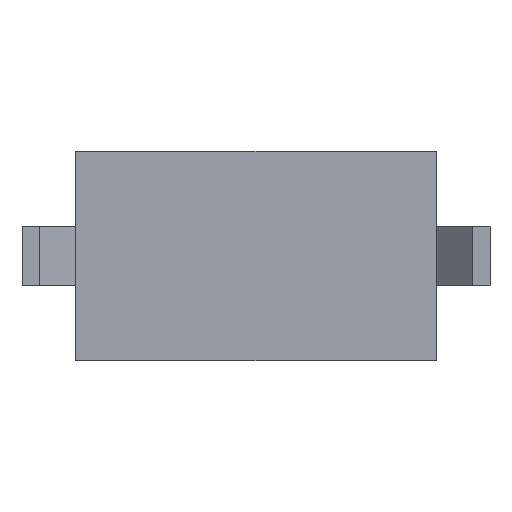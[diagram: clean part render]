
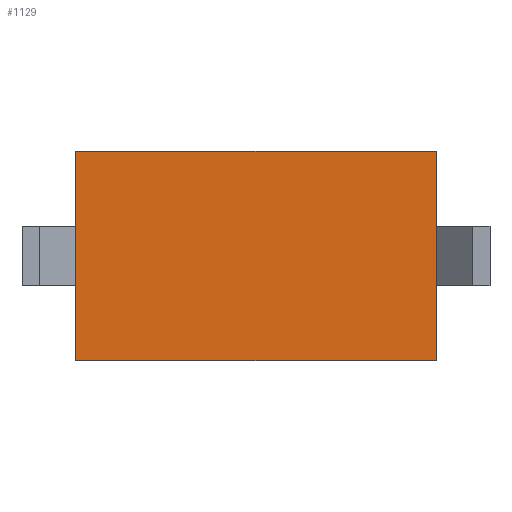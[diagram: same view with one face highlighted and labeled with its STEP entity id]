
A CAD part, front view. The second image highlights one B-rep face of the part: STEP entity #1129.
In plain terms, the highlighted planar face has unit normal (0, -1, 0).
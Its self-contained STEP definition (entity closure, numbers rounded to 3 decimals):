
#118 = VERTEX_POINT ( 'NONE', #1481 ) ;
#199 = CARTESIAN_POINT ( 'NONE',  ( -3.05, 0., -1.775 ) ) ;
#220 = VECTOR ( 'NONE', #1629, 1000. ) ;
#224 = PLANE ( 'NONE',  #1391 ) ;
#263 = DIRECTION ( 'NONE',  ( -1., 0., 0. ) ) ;
#268 = CARTESIAN_POINT ( 'NONE',  ( 3.05, 0., 1.775 ) ) ;
#342 = EDGE_CURVE ( 'NONE', #118, #888, #1428, .T. ) ;
#351 = EDGE_LOOP ( 'NONE', ( #740, #637, #1207, #463 ) ) ;
#463 = ORIENTED_EDGE ( 'NONE', *, *, #342, .F. ) ;
#611 = FACE_OUTER_BOUND ( 'NONE', #351, .T. ) ;
#637 = ORIENTED_EDGE ( 'NONE', *, *, #816, .F. ) ;
#707 = LINE ( 'NONE', #1112, #220 ) ;
#740 = ORIENTED_EDGE ( 'NONE', *, *, #1416, .F. ) ;
#816 = EDGE_CURVE ( 'NONE', #851, #1583, #877, .T. ) ;
#817 = VECTOR ( 'NONE', #1669, 1000. ) ;
#851 = VERTEX_POINT ( 'NONE', #866 ) ;
#866 = CARTESIAN_POINT ( 'NONE',  ( -3.05, 0., 1.775 ) ) ;
#874 = LINE ( 'NONE', #199, #1670 ) ;
#877 = LINE ( 'NONE', #1228, #817 ) ;
#888 = VERTEX_POINT ( 'NONE', #1040 ) ;
#956 = VECTOR ( 'NONE', #263, 1000. ) ;
#971 = EDGE_CURVE ( 'NONE', #888, #851, #874, .T. ) ;
#1040 = CARTESIAN_POINT ( 'NONE',  ( -3.05, 0., -1.775 ) ) ;
#1112 = CARTESIAN_POINT ( 'NONE',  ( 3.05, 0., -1.775 ) ) ;
#1129 = ADVANCED_FACE ( 'NONE', ( #611 ), #224, .F. ) ;
#1207 = ORIENTED_EDGE ( 'NONE', *, *, #971, .F. ) ;
#1228 = CARTESIAN_POINT ( 'NONE',  ( -3.05, 0., 1.775 ) ) ;
#1230 = DIRECTION ( 'NONE',  ( 0., 0., 1. ) ) ;
#1247 = CARTESIAN_POINT ( 'NONE',  ( 0., 0., 0. ) ) ;
#1291 = CARTESIAN_POINT ( 'NONE',  ( -3.05, 0., -1.775 ) ) ;
#1361 = DIRECTION ( 'NONE',  ( 0., 1., 0. ) ) ;
#1391 = AXIS2_PLACEMENT_3D ( 'NONE', #1247, #1361, #1230 ) ;
#1416 = EDGE_CURVE ( 'NONE', #1583, #118, #707, .T. ) ;
#1428 = LINE ( 'NONE', #1291, #956 ) ;
#1481 = CARTESIAN_POINT ( 'NONE',  ( 3.05, 0., -1.775 ) ) ;
#1516 = DIRECTION ( 'NONE',  ( 0., 0., 1. ) ) ;
#1583 = VERTEX_POINT ( 'NONE', #268 ) ;
#1629 = DIRECTION ( 'NONE',  ( 0., 0., -1. ) ) ;
#1669 = DIRECTION ( 'NONE',  ( 1., 0., 0. ) ) ;
#1670 = VECTOR ( 'NONE', #1516, 1000. ) ;
